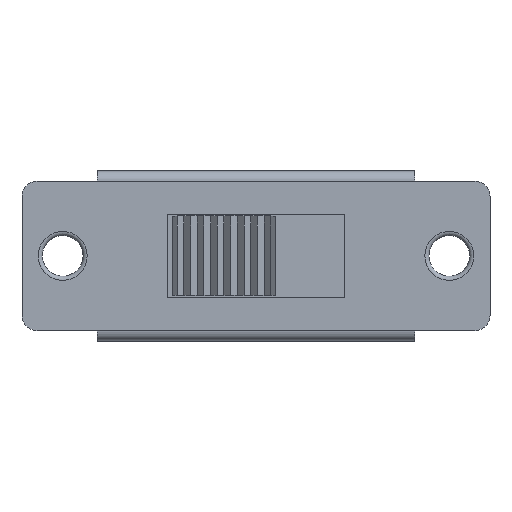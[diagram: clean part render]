
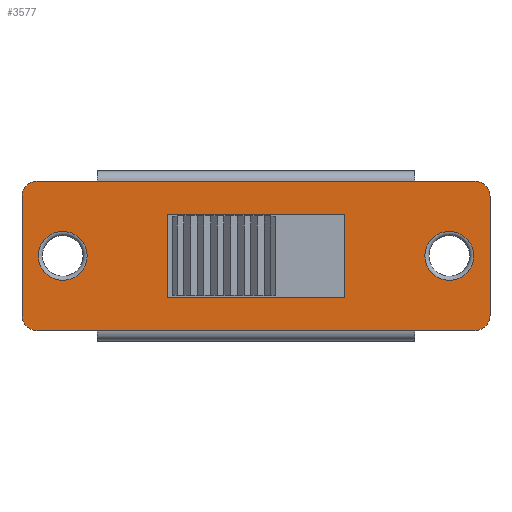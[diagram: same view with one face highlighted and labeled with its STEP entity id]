
A CAD part, top view. The second image highlights one B-rep face of the part: STEP entity #3577.
In plain terms, the highlighted planar face has unit normal (0, 0, 1).
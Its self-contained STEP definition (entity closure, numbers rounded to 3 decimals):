
#197=FACE_BOUND('',#1388,.T.);
#198=FACE_BOUND('',#1389,.T.);
#199=FACE_BOUND('',#1390,.T.);
#234=LINE('',#5065,#645);
#235=LINE('',#5067,#646);
#236=LINE('',#5071,#647);
#237=LINE('',#5075,#648);
#238=LINE('',#5077,#649);
#239=LINE('',#5079,#650);
#240=LINE('',#5083,#651);
#241=LINE('',#5086,#652);
#242=LINE('',#5091,#653);
#243=LINE('',#5093,#654);
#244=LINE('',#5095,#655);
#245=LINE('',#5096,#656);
#645=VECTOR('',#4082,10.);
#646=VECTOR('',#4083,10.);
#647=VECTOR('',#4086,10.);
#648=VECTOR('',#4089,10.);
#649=VECTOR('',#4090,10.);
#650=VECTOR('',#4091,10.);
#651=VECTOR('',#4094,10.);
#652=VECTOR('',#4097,10.);
#653=VECTOR('',#4100,10.);
#654=VECTOR('',#4101,10.);
#655=VECTOR('',#4102,10.);
#656=VECTOR('',#4103,10.);
#1056=PLANE('',#3788);
#1199=FACE_OUTER_BOUND('',#1387,.T.);
#1387=EDGE_LOOP('',(#2560,#2561,#2562,#2563,#2564,#2565,#2566,#2567,#2568,
#2569,#2570,#2571));
#1388=EDGE_LOOP('',(#2572));
#1389=EDGE_LOOP('',(#2573,#2574,#2575,#2576));
#1390=EDGE_LOOP('',(#2577));
#1611=CIRCLE('',#3785,1.2);
#1614=CIRCLE('',#3789,0.75);
#1615=CIRCLE('',#3790,0.75);
#1616=CIRCLE('',#3791,0.75);
#1617=CIRCLE('',#3792,0.75);
#1618=CIRCLE('',#3793,1.2);
#1709=VERTEX_POINT('',#5057);
#1711=VERTEX_POINT('',#5063);
#1712=VERTEX_POINT('',#5064);
#1713=VERTEX_POINT('',#5066);
#1714=VERTEX_POINT('',#5068);
#1715=VERTEX_POINT('',#5070);
#1716=VERTEX_POINT('',#5072);
#1717=VERTEX_POINT('',#5074);
#1718=VERTEX_POINT('',#5076);
#1719=VERTEX_POINT('',#5078);
#1720=VERTEX_POINT('',#5080);
#1721=VERTEX_POINT('',#5082);
#1722=VERTEX_POINT('',#5084);
#1723=VERTEX_POINT('',#5087);
#1724=VERTEX_POINT('',#5089);
#1725=VERTEX_POINT('',#5090);
#1726=VERTEX_POINT('',#5092);
#1727=VERTEX_POINT('',#5094);
#2047=EDGE_CURVE('',#1709,#1709,#1611,.T.);
#2050=EDGE_CURVE('',#1711,#1712,#234,.T.);
#2051=EDGE_CURVE('',#1711,#1713,#235,.T.);
#2052=EDGE_CURVE('',#1714,#1713,#1614,.T.);
#2053=EDGE_CURVE('',#1714,#1715,#236,.T.);
#2054=EDGE_CURVE('',#1716,#1715,#1615,.T.);
#2055=EDGE_CURVE('',#1716,#1717,#237,.T.);
#2056=EDGE_CURVE('',#1718,#1717,#238,.T.);
#2057=EDGE_CURVE('',#1718,#1719,#239,.T.);
#2058=EDGE_CURVE('',#1720,#1719,#1616,.T.);
#2059=EDGE_CURVE('',#1720,#1721,#240,.T.);
#2060=EDGE_CURVE('',#1722,#1721,#1617,.T.);
#2061=EDGE_CURVE('',#1722,#1712,#241,.T.);
#2062=EDGE_CURVE('',#1723,#1723,#1618,.T.);
#2063=EDGE_CURVE('',#1724,#1725,#242,.T.);
#2064=EDGE_CURVE('',#1725,#1726,#243,.T.);
#2065=EDGE_CURVE('',#1726,#1727,#244,.T.);
#2066=EDGE_CURVE('',#1727,#1724,#245,.T.);
#2560=ORIENTED_EDGE('',*,*,#2050,.F.);
#2561=ORIENTED_EDGE('',*,*,#2051,.T.);
#2562=ORIENTED_EDGE('',*,*,#2052,.F.);
#2563=ORIENTED_EDGE('',*,*,#2053,.T.);
#2564=ORIENTED_EDGE('',*,*,#2054,.F.);
#2565=ORIENTED_EDGE('',*,*,#2055,.T.);
#2566=ORIENTED_EDGE('',*,*,#2056,.F.);
#2567=ORIENTED_EDGE('',*,*,#2057,.T.);
#2568=ORIENTED_EDGE('',*,*,#2058,.F.);
#2569=ORIENTED_EDGE('',*,*,#2059,.T.);
#2570=ORIENTED_EDGE('',*,*,#2060,.F.);
#2571=ORIENTED_EDGE('',*,*,#2061,.T.);
#2572=ORIENTED_EDGE('',*,*,#2062,.F.);
#2573=ORIENTED_EDGE('',*,*,#2063,.T.);
#2574=ORIENTED_EDGE('',*,*,#2064,.T.);
#2575=ORIENTED_EDGE('',*,*,#2065,.T.);
#2576=ORIENTED_EDGE('',*,*,#2066,.T.);
#2577=ORIENTED_EDGE('',*,*,#2047,.F.);
#3577=ADVANCED_FACE('',(#1199,#197,#198,#199),#1056,.T.);
#3785=AXIS2_PLACEMENT_3D('',#5058,#4074,#4075);
#3788=AXIS2_PLACEMENT_3D('',#5062,#4080,#4081);
#3789=AXIS2_PLACEMENT_3D('',#5069,#4084,#4085);
#3790=AXIS2_PLACEMENT_3D('',#5073,#4087,#4088);
#3791=AXIS2_PLACEMENT_3D('',#5081,#4092,#4093);
#3792=AXIS2_PLACEMENT_3D('',#5085,#4095,#4096);
#3793=AXIS2_PLACEMENT_3D('',#5088,#4098,#4099);
#4074=DIRECTION('center_axis',(0.,0.,1.));
#4075=DIRECTION('ref_axis',(-1.,0.,0.));
#4080=DIRECTION('center_axis',(0.,0.,1.));
#4081=DIRECTION('ref_axis',(1.,0.,0.));
#4082=DIRECTION('',(-1.,0.,0.));
#4083=DIRECTION('',(1.,0.,0.));
#4084=DIRECTION('center_axis',(0.,0.,-1.));
#4085=DIRECTION('ref_axis',(0.707,-0.707,0.));
#4086=DIRECTION('',(0.,1.,0.));
#4087=DIRECTION('center_axis',(0.,0.,-1.));
#4088=DIRECTION('ref_axis',(0.707,0.707,0.));
#4089=DIRECTION('',(-1.,0.,0.));
#4090=DIRECTION('',(1.,0.,0.));
#4091=DIRECTION('',(-1.,0.,0.));
#4092=DIRECTION('center_axis',(0.,0.,-1.));
#4093=DIRECTION('ref_axis',(-0.707,0.707,0.));
#4094=DIRECTION('',(0.,-1.,0.));
#4095=DIRECTION('center_axis',(0.,0.,-1.));
#4096=DIRECTION('ref_axis',(-0.707,-0.707,0.));
#4097=DIRECTION('',(1.,0.,0.));
#4098=DIRECTION('center_axis',(0.,0.,1.));
#4099=DIRECTION('ref_axis',(-1.,0.,0.));
#4100=DIRECTION('',(0.,-1.,0.));
#4101=DIRECTION('',(-1.,0.,0.));
#4102=DIRECTION('',(0.,1.,0.));
#4103=DIRECTION('',(1.,0.,0.));
#5057=CARTESIAN_POINT('',(10.7,0.,0.5));
#5058=CARTESIAN_POINT('Origin',(9.5,0.,0.5));
#5062=CARTESIAN_POINT('Origin',(0.,0.,
0.5));
#5063=CARTESIAN_POINT('',(7.8,-3.675,0.5));
#5064=CARTESIAN_POINT('',(-7.8,-3.675,0.5));
#5065=CARTESIAN_POINT('',(3.9,-3.675,0.5));
#5066=CARTESIAN_POINT('',(10.75,-3.675,0.5));
#5067=CARTESIAN_POINT('',(-11.5,-3.675,0.5));
#5068=CARTESIAN_POINT('',(11.5,-2.925,0.5));
#5069=CARTESIAN_POINT('Origin',(10.75,-2.925,0.5));
#5070=CARTESIAN_POINT('',(11.5,2.925,0.5));
#5071=CARTESIAN_POINT('',(11.5,-3.675,0.5));
#5072=CARTESIAN_POINT('',(10.75,3.675,0.5));
#5073=CARTESIAN_POINT('Origin',(10.75,2.925,0.5));
#5074=CARTESIAN_POINT('',(7.8,3.675,0.5));
#5075=CARTESIAN_POINT('',(11.5,3.675,0.5));
#5076=CARTESIAN_POINT('',(-7.8,3.675,0.5));
#5077=CARTESIAN_POINT('',(-3.9,3.675,0.5));
#5078=CARTESIAN_POINT('',(-10.75,3.675,0.5));
#5079=CARTESIAN_POINT('',(11.5,3.675,0.5));
#5080=CARTESIAN_POINT('',(-11.5,2.925,0.5));
#5081=CARTESIAN_POINT('Origin',(-10.75,2.925,0.5));
#5082=CARTESIAN_POINT('',(-11.5,-2.925,0.5));
#5083=CARTESIAN_POINT('',(-11.5,3.675,0.5));
#5084=CARTESIAN_POINT('',(-10.75,-3.675,0.5));
#5085=CARTESIAN_POINT('Origin',(-10.75,-2.925,0.5));
#5086=CARTESIAN_POINT('',(-11.5,-3.675,0.5));
#5087=CARTESIAN_POINT('',(-8.3,0.,0.5));
#5088=CARTESIAN_POINT('Origin',(-9.5,0.,0.5));
#5089=CARTESIAN_POINT('',(4.35,2.025,0.5));
#5090=CARTESIAN_POINT('',(4.35,-2.025,0.5));
#5091=CARTESIAN_POINT('',(4.35,1.013,0.5));
#5092=CARTESIAN_POINT('',(-4.35,-2.025,0.5));
#5093=CARTESIAN_POINT('',(2.175,-2.025,0.5));
#5094=CARTESIAN_POINT('',(-4.35,2.025,0.5));
#5095=CARTESIAN_POINT('',(-4.35,-1.013,0.5));
#5096=CARTESIAN_POINT('',(-2.175,2.025,0.5));
